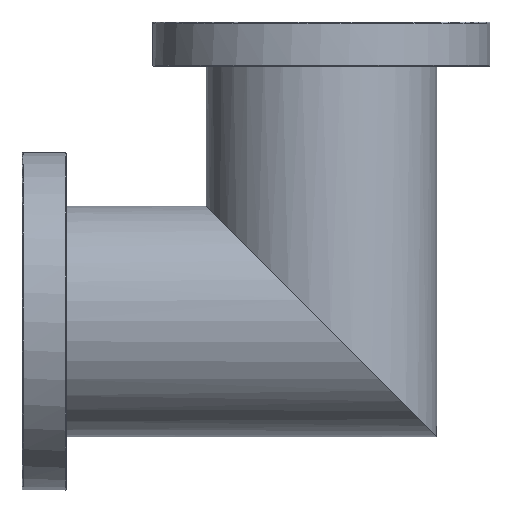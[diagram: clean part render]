
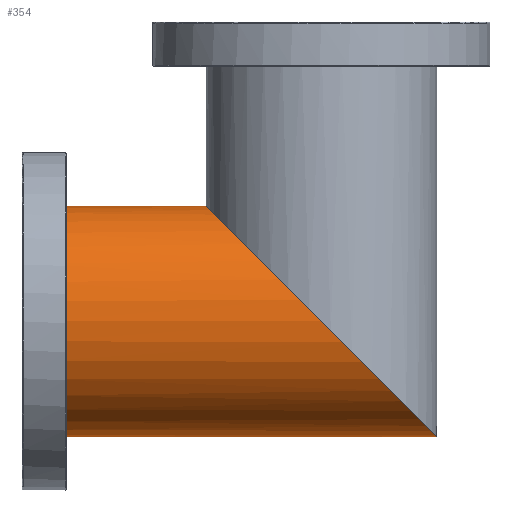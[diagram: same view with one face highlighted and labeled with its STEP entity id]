
A CAD part, front view. The second image highlights one B-rep face of the part: STEP entity #354.
In plain terms, the highlighted cylindrical face has radius 52 mm (diameter 104 mm), a full revolution.
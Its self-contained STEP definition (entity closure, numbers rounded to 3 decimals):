
#280=CARTESIAN_POINT('',(52.,0.,177.5));
#281=VERTEX_POINT('',#280);
#282=CARTESIAN_POINT('',(0.,0.,177.5));
#283=DIRECTION('',(0.0,0.0,-1.0));
#284=DIRECTION('',(-1.0,0.0,0.0));
#285=AXIS2_PLACEMENT_3D('',#282,#283,#284);
#286=CIRCLE('',#285,52.0);
#287=EDGE_CURVE('',#281,#281,#286,.T.);
#308=CARTESIAN_POINT('',(52.,0.,104.));
#309=VERTEX_POINT('',#308);
#310=CARTESIAN_POINT('',(0.,0.,52.));
#311=DIRECTION('',(-0.707,0.,0.707));
#312=DIRECTION('',(-0.707,0.,-0.707));
#313=AXIS2_PLACEMENT_3D('',#310,#311,#312);
#314=ELLIPSE('',#313,73.539,52.0);
#315=EDGE_CURVE('',#309,#309,#314,.T.);
#343=CARTESIAN_POINT('',(0.,0.,0.));
#344=DIRECTION('',(0.,0.,1.0));
#345=DIRECTION('',(-1.0,0.0,0.0));
#346=AXIS2_PLACEMENT_3D('',#343,#344,#345);
#347=CYLINDRICAL_SURFACE('',#346,52.0);
#348=ORIENTED_EDGE('',*,*,#287,.T.);
#349=EDGE_LOOP('',(#348));
#350=FACE_OUTER_BOUND('',#349,.T.);
#351=ORIENTED_EDGE('',*,*,#315,.T.);
#352=EDGE_LOOP('',(#351));
#353=FACE_BOUND('',#352,.T.);
#354=ADVANCED_FACE('',(#350,#353),#347,.T.);
